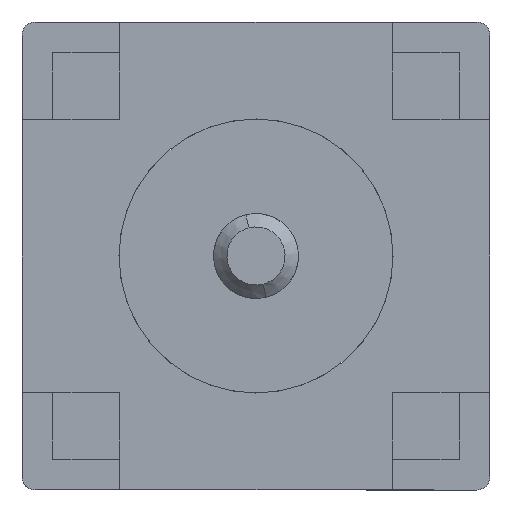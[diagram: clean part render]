
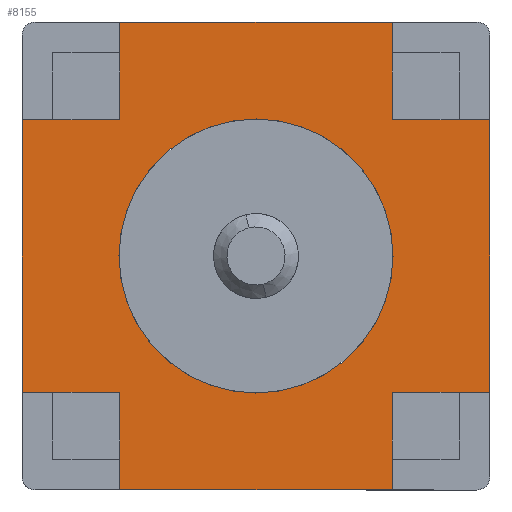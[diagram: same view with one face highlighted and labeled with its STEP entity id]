
A CAD part, front view. The second image highlights one B-rep face of the part: STEP entity #8155.
In plain terms, the highlighted face is planar.
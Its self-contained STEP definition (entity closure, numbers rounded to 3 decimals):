
#4 = ORIENTED_EDGE ( 'NONE', *, *, #9889, .T. ) ;
#123 = EDGE_CURVE ( 'NONE', #11027, #6862, #5374, .T. ) ;
#151 = VECTOR ( 'NONE', #9720, 1000. ) ;
#243 = VERTEX_POINT ( 'NONE', #5552 ) ;
#309 = CARTESIAN_POINT ( 'NONE',  ( -3.5, -2.04, 0. ) ) ;
#378 = ORIENTED_EDGE ( 'NONE', *, *, #5961, .T. ) ;
#536 = LINE ( 'NONE', #646, #6696 ) ;
#646 = CARTESIAN_POINT ( 'NONE',  ( 0., -3.5, 0. ) ) ;
#718 = CARTESIAN_POINT ( 'NONE',  ( 2.04, 3.5, 0. ) ) ;
#813 = DIRECTION ( 'NONE',  ( 0., -1., 0. ) ) ;
#818 = ORIENTED_EDGE ( 'NONE', *, *, #893, .T. ) ;
#843 = LINE ( 'NONE', #1778, #6189 ) ;
#893 = EDGE_CURVE ( 'NONE', #7084, #5358, #9552, .T. ) ;
#997 = EDGE_LOOP ( 'NONE', ( #3703, #378, #6928, #8645, #5168, #4550, #11259, #4, #10384, #818, #3373, #10214 ) ) ;
#1415 = EDGE_CURVE ( 'NONE', #8996, #1710, #3054, .T. ) ;
#1516 = DIRECTION ( 'NONE',  ( 1., 0., 0. ) ) ;
#1710 = VERTEX_POINT ( 'NONE', #6065 ) ;
#1752 = CIRCLE ( 'NONE', #1941, 2.05 ) ;
#1778 = CARTESIAN_POINT ( 'NONE',  ( 0., 2.04, 0. ) ) ;
#1941 = AXIS2_PLACEMENT_3D ( 'NONE', #7471, #10997, #3102 ) ;
#2191 = VERTEX_POINT ( 'NONE', #718 ) ;
#2322 = VERTEX_POINT ( 'NONE', #4993 ) ;
#2328 = VECTOR ( 'NONE', #8737, 1000. ) ;
#2535 = DIRECTION ( 'NONE',  ( -1., 0., 0. ) ) ;
#2638 = CARTESIAN_POINT ( 'NONE',  ( 2.04, -3.5, 0. ) ) ;
#2757 = PLANE ( 'NONE',  #11124 ) ;
#3030 = CARTESIAN_POINT ( 'NONE',  ( 2.04, 2.04, 0. ) ) ;
#3045 = VERTEX_POINT ( 'NONE', #3307 ) ;
#3054 = LINE ( 'NONE', #4599, #7771 ) ;
#3102 = DIRECTION ( 'NONE',  ( 1., 0., 0. ) ) ;
#3119 = VERTEX_POINT ( 'NONE', #3537 ) ;
#3199 = VERTEX_POINT ( 'NONE', #9733 ) ;
#3307 = CARTESIAN_POINT ( 'NONE',  ( -2.04, 2.04, 0. ) ) ;
#3326 = VECTOR ( 'NONE', #4546, 1000. ) ;
#3373 = ORIENTED_EDGE ( 'NONE', *, *, #10827, .T. ) ;
#3537 = CARTESIAN_POINT ( 'NONE',  ( -2.05, 0., 0. ) ) ;
#3588 = VECTOR ( 'NONE', #9042, 1000. ) ;
#3634 = LINE ( 'NONE', #4430, #3326 ) ;
#3703 = ORIENTED_EDGE ( 'NONE', *, *, #3981, .F. ) ;
#3898 = VECTOR ( 'NONE', #11183, 1000. ) ;
#3981 = EDGE_CURVE ( 'NONE', #3045, #3199, #4024, .T. ) ;
#4024 = LINE ( 'NONE', #10125, #3898 ) ;
#4057 = DIRECTION ( 'NONE',  ( 1., 0., 0. ) ) ;
#4203 = VECTOR ( 'NONE', #9731, 1000. ) ;
#4301 = AXIS2_PLACEMENT_3D ( 'NONE', #10271, #7670, #1516 ) ;
#4430 = CARTESIAN_POINT ( 'NONE',  ( 2.04, 2.77, 0. ) ) ;
#4546 = DIRECTION ( 'NONE',  ( 0., 1., 0. ) ) ;
#4550 = ORIENTED_EDGE ( 'NONE', *, *, #7990, .T. ) ;
#4599 = CARTESIAN_POINT ( 'NONE',  ( 2.04, -2.77, 0. ) ) ;
#4708 = DIRECTION ( 'NONE',  ( 0., 1., 0. ) ) ;
#4898 = CARTESIAN_POINT ( 'NONE',  ( -2.04, -2.04, 0. ) ) ;
#4906 = EDGE_CURVE ( 'NONE', #3199, #2191, #7096, .T. ) ;
#4993 = CARTESIAN_POINT ( 'NONE',  ( 3.5, -2.04, 0. ) ) ;
#5017 = CARTESIAN_POINT ( 'NONE',  ( 2.77, 2.04, 0. ) ) ;
#5027 = ORIENTED_EDGE ( 'NONE', *, *, #7316, .F. ) ;
#5029 = DIRECTION ( 'NONE',  ( 1., 0., 0. ) ) ;
#5168 = ORIENTED_EDGE ( 'NONE', *, *, #123, .T. ) ;
#5358 = VERTEX_POINT ( 'NONE', #3030 ) ;
#5374 = LINE ( 'NONE', #6024, #10935 ) ;
#5539 = LINE ( 'NONE', #9035, #4203 ) ;
#5552 = CARTESIAN_POINT ( 'NONE',  ( -3.5, 2.04, 0. ) ) ;
#5961 = EDGE_CURVE ( 'NONE', #3045, #243, #843, .T. ) ;
#6024 = CARTESIAN_POINT ( 'NONE',  ( -2.04, 0., 0. ) ) ;
#6065 = CARTESIAN_POINT ( 'NONE',  ( 2.04, -2.04, 0. ) ) ;
#6075 = CARTESIAN_POINT ( 'NONE',  ( 0., 0., 0. ) ) ;
#6189 = VECTOR ( 'NONE', #2535, 1000. ) ;
#6199 = CARTESIAN_POINT ( 'NONE',  ( -3.5, 0., 0. ) ) ;
#6231 = CARTESIAN_POINT ( 'NONE',  ( 0., 3.5, 0. ) ) ;
#6696 = VECTOR ( 'NONE', #4057, 1000. ) ;
#6760 = LINE ( 'NONE', #8472, #2328 ) ;
#6862 = VERTEX_POINT ( 'NONE', #7615 ) ;
#6888 = EDGE_CURVE ( 'NONE', #7084, #2322, #6760, .T. ) ;
#6928 = ORIENTED_EDGE ( 'NONE', *, *, #9344, .T. ) ;
#7084 = VERTEX_POINT ( 'NONE', #8840 ) ;
#7096 = LINE ( 'NONE', #6231, #151 ) ;
#7132 = FACE_OUTER_BOUND ( 'NONE', #997, .T. ) ;
#7316 = EDGE_CURVE ( 'NONE', #7740, #3119, #1752, .T. ) ;
#7365 = EDGE_LOOP ( 'NONE', ( #5027, #11136 ) ) ;
#7471 = CARTESIAN_POINT ( 'NONE',  ( 0., 0., 0. ) ) ;
#7557 = DIRECTION ( 'NONE',  ( -1., 0., 0. ) ) ;
#7569 = DIRECTION ( 'NONE',  ( 0., 0., 1. ) ) ;
#7615 = CARTESIAN_POINT ( 'NONE',  ( -2.04, -3.5, 0. ) ) ;
#7670 = DIRECTION ( 'NONE',  ( 0., 0., 1. ) ) ;
#7740 = VERTEX_POINT ( 'NONE', #8890 ) ;
#7771 = VECTOR ( 'NONE', #4708, 1000. ) ;
#7841 = LINE ( 'NONE', #6199, #9272 ) ;
#7990 = EDGE_CURVE ( 'NONE', #6862, #8996, #536, .T. ) ;
#8127 = LINE ( 'NONE', #10794, #3588 ) ;
#8155 = ADVANCED_FACE ( 'NONE', ( #7132, #10637 ), #2757, .T. ) ;
#8225 = EDGE_CURVE ( 'NONE', #3119, #7740, #8899, .T. ) ;
#8472 = CARTESIAN_POINT ( 'NONE',  ( 3.5, 0., 0. ) ) ;
#8562 = EDGE_CURVE ( 'NONE', #11027, #10258, #8127, .T. ) ;
#8645 = ORIENTED_EDGE ( 'NONE', *, *, #8562, .F. ) ;
#8737 = DIRECTION ( 'NONE',  ( 0., -1., 0. ) ) ;
#8840 = CARTESIAN_POINT ( 'NONE',  ( 3.5, 2.04, 0. ) ) ;
#8890 = CARTESIAN_POINT ( 'NONE',  ( 2.05, 0., 0. ) ) ;
#8899 = CIRCLE ( 'NONE', #4301, 2.05 ) ;
#8996 = VERTEX_POINT ( 'NONE', #2638 ) ;
#9035 = CARTESIAN_POINT ( 'NONE',  ( 0., -2.04, 0. ) ) ;
#9042 = DIRECTION ( 'NONE',  ( -1., 0., 0. ) ) ;
#9272 = VECTOR ( 'NONE', #10392, 1000. ) ;
#9344 = EDGE_CURVE ( 'NONE', #243, #10258, #7841, .T. ) ;
#9552 = LINE ( 'NONE', #5017, #10572 ) ;
#9720 = DIRECTION ( 'NONE',  ( 1., 0., 0. ) ) ;
#9731 = DIRECTION ( 'NONE',  ( 1., 0., 0. ) ) ;
#9733 = CARTESIAN_POINT ( 'NONE',  ( -2.04, 3.5, 0. ) ) ;
#9889 = EDGE_CURVE ( 'NONE', #1710, #2322, #5539, .T. ) ;
#10125 = CARTESIAN_POINT ( 'NONE',  ( -2.04, 2.77, 0. ) ) ;
#10214 = ORIENTED_EDGE ( 'NONE', *, *, #4906, .F. ) ;
#10258 = VERTEX_POINT ( 'NONE', #309 ) ;
#10271 = CARTESIAN_POINT ( 'NONE',  ( 0., 0., 0. ) ) ;
#10384 = ORIENTED_EDGE ( 'NONE', *, *, #6888, .F. ) ;
#10392 = DIRECTION ( 'NONE',  ( 0., -1., 0. ) ) ;
#10572 = VECTOR ( 'NONE', #7557, 1000. ) ;
#10637 = FACE_BOUND ( 'NONE', #7365, .T. ) ;
#10794 = CARTESIAN_POINT ( 'NONE',  ( -2.77, -2.04, 0. ) ) ;
#10827 = EDGE_CURVE ( 'NONE', #5358, #2191, #3634, .T. ) ;
#10935 = VECTOR ( 'NONE', #813, 1000. ) ;
#10997 = DIRECTION ( 'NONE',  ( 0., 0., 1. ) ) ;
#11027 = VERTEX_POINT ( 'NONE', #4898 ) ;
#11124 = AXIS2_PLACEMENT_3D ( 'NONE', #6075, #7569, #5029 ) ;
#11136 = ORIENTED_EDGE ( 'NONE', *, *, #8225, .F. ) ;
#11183 = DIRECTION ( 'NONE',  ( 0., 1., 0. ) ) ;
#11259 = ORIENTED_EDGE ( 'NONE', *, *, #1415, .T. ) ;
